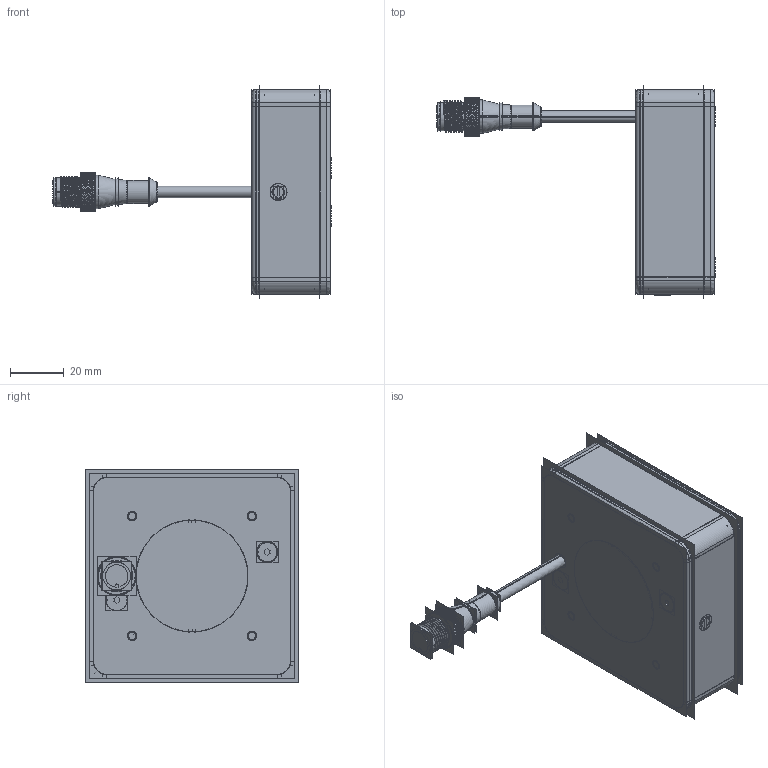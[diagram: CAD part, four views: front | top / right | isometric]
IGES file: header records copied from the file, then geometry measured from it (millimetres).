
Start section:  PTC IGES file: 144928.igs
Global section: file name: 144928.igs; native system: Creo Parametric by PTC Inc.; preprocessor: 2018300; author: pdmadmin; organization: Unknown; date: 20190110.073231; units: millimetre
Bounding box: 103.16 x 79.25 x 79.25 mm (x, y, z)
Volume: 74295.4 mm3; surface area: 358539.9 mm2
Topology: 19 solids, 23 shells, 4934 faces, 22658 edges, 27472 vertices
Faces by surface type: bspline 3296, revolution 1638
